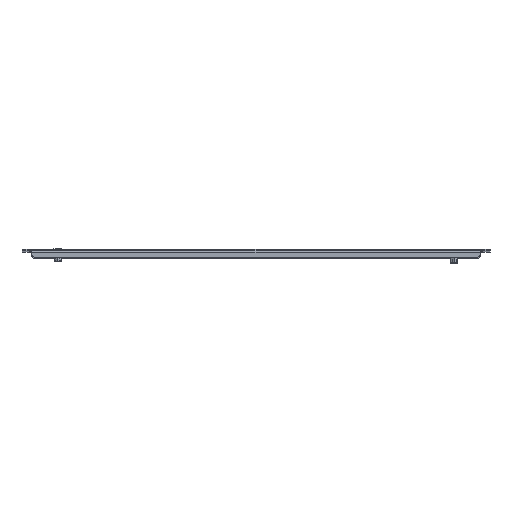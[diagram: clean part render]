
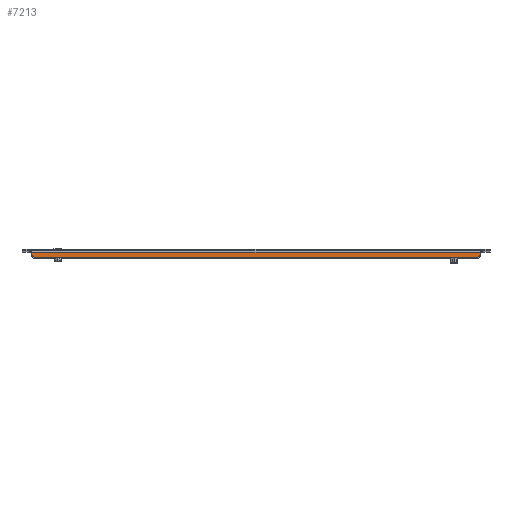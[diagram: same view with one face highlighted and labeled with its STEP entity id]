
A CAD part, top view. The second image highlights one B-rep face of the part: STEP entity #7213.
In plain terms, the highlighted planar face has unit normal (0, 0, 1).
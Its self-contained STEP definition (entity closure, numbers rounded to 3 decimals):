
#173 = VERTEX_POINT ( 'NONE', #6514 ) ;
#183 = AXIS2_PLACEMENT_3D ( 'NONE', #8748, #10537, #14472 ) ;
#1116 = CARTESIAN_POINT ( 'NONE',  ( 295., -10., 545. ) ) ;
#1367 = FACE_OUTER_BOUND ( 'NONE', #6400, .T. ) ;
#1380 = CIRCLE ( 'NONE', #183, 5. ) ;
#2203 = LINE ( 'NONE', #9424, #10953 ) ;
#2753 = CARTESIAN_POINT ( 'NONE',  ( 0., 541.978, 545. ) ) ;
#3246 = ORIENTED_EDGE ( 'NONE', *, *, #6650, .T. ) ;
#3869 = VERTEX_POINT ( 'NONE', #12254 ) ;
#3959 = VERTEX_POINT ( 'NONE', #12530 ) ;
#4676 = VERTEX_POINT ( 'NONE', #14514 ) ;
#5310 = EDGE_CURVE ( 'NONE', #173, #16303, #14526, .T. ) ;
#5601 = DIRECTION ( 'NONE',  ( 0., -1., 0. ) ) ;
#6400 = EDGE_LOOP ( 'NONE', ( #10440, #12357, #3246, #9079, #11067, #8539 ) ) ;
#6514 = CARTESIAN_POINT ( 'NONE',  ( -283., -5., 545. ) ) ;
#6650 = EDGE_CURVE ( 'NONE', #16303, #3869, #10884, .T. ) ;
#7000 = EDGE_CURVE ( 'NONE', #173, #12525, #7568, .T. ) ;
#7213 = ADVANCED_FACE ( 'NONE', ( #1367 ), #15892, .T. ) ;
#7316 = LINE ( 'NONE', #10223, #15696 ) ;
#7537 = EDGE_CURVE ( 'NONE', #3869, #3959, #1380, .T. ) ;
#7568 = LINE ( 'NONE', #13297, #8146 ) ;
#7808 = EDGE_CURVE ( 'NONE', #4676, #12525, #2203, .T. ) ;
#7982 = DIRECTION ( 'NONE',  ( 1., 0., 0. ) ) ;
#8146 = VECTOR ( 'NONE', #9618, 1000. ) ;
#8539 = ORIENTED_EDGE ( 'NONE', *, *, #7808, .T. ) ;
#8748 = CARTESIAN_POINT ( 'NONE',  ( 278., -5., 545. ) ) ;
#9079 = ORIENTED_EDGE ( 'NONE', *, *, #7537, .T. ) ;
#9130 = AXIS2_PLACEMENT_3D ( 'NONE', #12319, #18138, #10929 ) ;
#9424 = CARTESIAN_POINT ( 'NONE',  ( 0., -3.5, 545. ) ) ;
#9618 = DIRECTION ( 'NONE',  ( 0., 1., 0. ) ) ;
#9625 = VECTOR ( 'NONE', #7982, 1000. ) ;
#10223 = CARTESIAN_POINT ( 'NONE',  ( 283., 23.978, 545. ) ) ;
#10440 = ORIENTED_EDGE ( 'NONE', *, *, #7000, .F. ) ;
#10537 = DIRECTION ( 'NONE',  ( 0., 0., 1. ) ) ;
#10884 = LINE ( 'NONE', #1116, #9625 ) ;
#10929 = DIRECTION ( 'NONE',  ( 0., -1., 0. ) ) ;
#10953 = VECTOR ( 'NONE', #11027, 1000. ) ;
#10993 = CARTESIAN_POINT ( 'NONE',  ( -283., -3.5, 545. ) ) ;
#11027 = DIRECTION ( 'NONE',  ( -1., 0., 0. ) ) ;
#11067 = ORIENTED_EDGE ( 'NONE', *, *, #15268, .F. ) ;
#11230 = DIRECTION ( 'NONE',  ( 0., 0., 1. ) ) ;
#11638 = DIRECTION ( 'NONE',  ( 0., -1., 0. ) ) ;
#12254 = CARTESIAN_POINT ( 'NONE',  ( 278., -10., 545. ) ) ;
#12319 = CARTESIAN_POINT ( 'NONE',  ( -278., -5., 545. ) ) ;
#12357 = ORIENTED_EDGE ( 'NONE', *, *, #5310, .T. ) ;
#12525 = VERTEX_POINT ( 'NONE', #10993 ) ;
#12530 = CARTESIAN_POINT ( 'NONE',  ( 283., -5., 545. ) ) ;
#13229 = AXIS2_PLACEMENT_3D ( 'NONE', #2753, #11230, #5601 ) ;
#13297 = CARTESIAN_POINT ( 'NONE',  ( -283., 23.978, 545. ) ) ;
#14472 = DIRECTION ( 'NONE',  ( 0., -1., 0. ) ) ;
#14514 = CARTESIAN_POINT ( 'NONE',  ( 283., -3.5, 545. ) ) ;
#14526 = CIRCLE ( 'NONE', #9130, 5. ) ;
#15268 = EDGE_CURVE ( 'NONE', #4676, #3959, #7316, .T. ) ;
#15696 = VECTOR ( 'NONE', #11638, 1000. ) ;
#15892 = PLANE ( 'NONE',  #13229 ) ;
#16303 = VERTEX_POINT ( 'NONE', #17899 ) ;
#17899 = CARTESIAN_POINT ( 'NONE',  ( -278., -10., 545. ) ) ;
#18138 = DIRECTION ( 'NONE',  ( 0., 0., 1. ) ) ;
